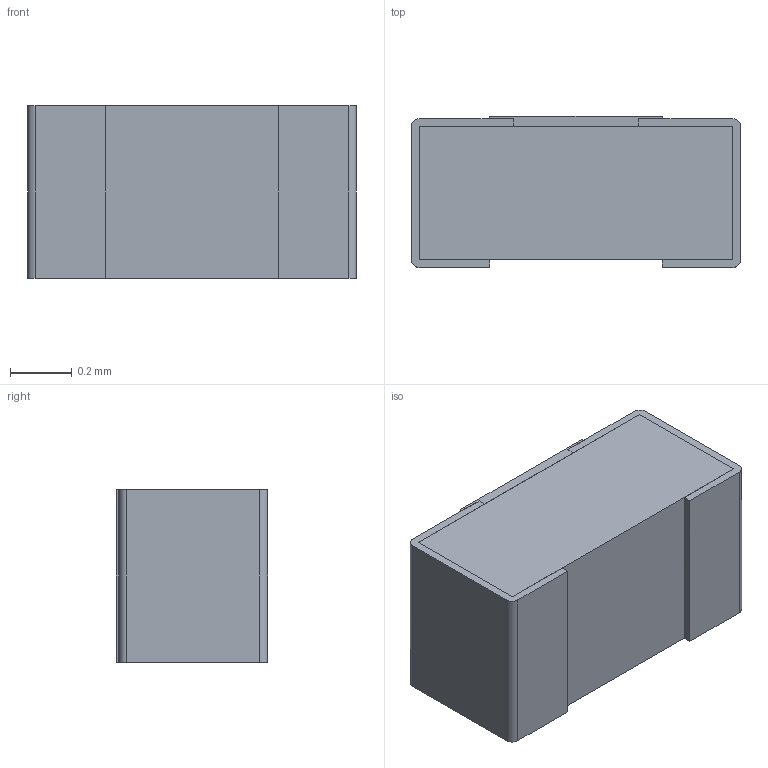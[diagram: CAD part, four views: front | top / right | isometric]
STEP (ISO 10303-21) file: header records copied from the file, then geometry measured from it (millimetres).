
FILE_DESCRIPTION(/* description */ (''),/* implementation_level */ '2;1');
FILE_NAME(/* name */ 'DLA 04008 (0402).stp',/* time_stamp */ '2021-08-12T15:50:00-05:00',/* author */ ('Neil'),/* organization */ (''),/* preprocessor_version */ 'ST-DEVELOPER v15.2',/* originating_system */ 'Autodesk Inventor LT ',/* authorisation */ '');
FILE_SCHEMA (('AUTOMOTIVE_DESIGN { 1 0 10303 214 3 1 1 }'));
Length unit declared in the file: inch
Products named in the file (1): DLA 04008 (0402)
Bounding box: 1.07 x 0.49 x 0.56 mm (x, y, z)
Volume: 0.3 mm3; surface area: 5.9 mm2
Topology: 5 solids, 5 shells, 66 faces, 168 edges, 112 vertices
Faces by surface type: plane 58, cylinder 8
Entity records: 2018 total; most frequent: CARTESIAN_POINT 347, ORIENTED_EDGE 336, DIRECTION 318, EDGE_CURVE 168, LINE 152, VECTOR 152, VERTEX_POINT 112, AXIS2_PLACEMENT_3D 83
